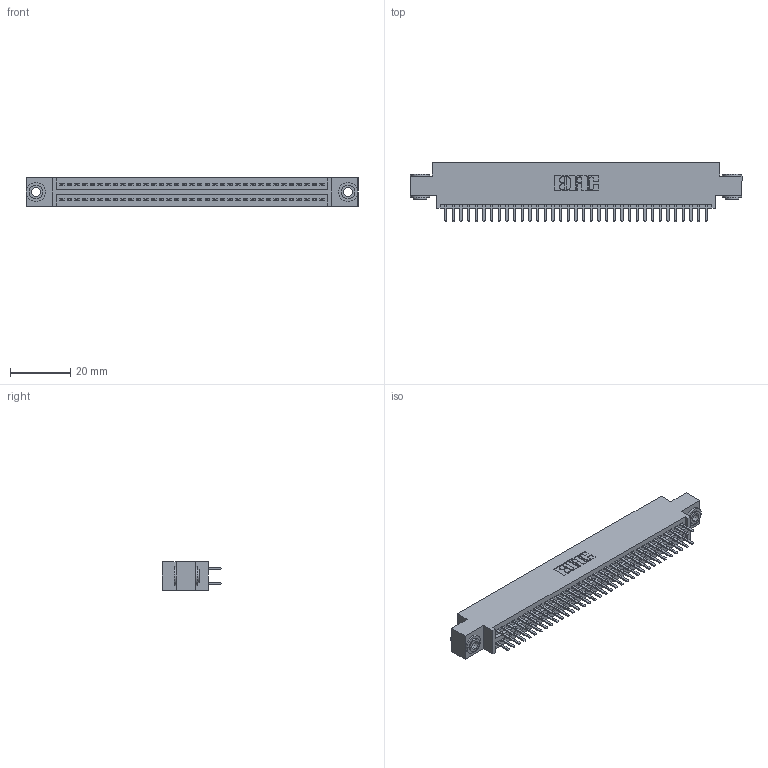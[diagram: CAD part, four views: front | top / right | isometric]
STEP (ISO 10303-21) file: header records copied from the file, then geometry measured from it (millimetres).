
FILE_DESCRIPTION (( 'STEP AP203' ), '1' );
FILE_NAME ('345-070-520-803.STEP', '2018-10-01T04:40:38', ( '' ), ( '' ), 'SwSTEP 2.0', 'SolidWorks 2016', '' );
FILE_SCHEMA (( 'CONFIG_CONTROL_DESIGN' ));
Length unit declared in the file: inch
Products named in the file (4): 345 Part_0.170 Offset - 0.156 Dia-TH; 345-250-002_345-250-002-102; 345-292-001_345-293-120; 345-070-520-803
Assembly tree (73 placements, depth 2):
  345-070-520-803
    345 Part_0.170 Offset - 0.156 Dia-TH
    345-292-001_345-293-120  x70
    345-250-002_345-250-002-102  x2
Bounding box: 110.11 x 19.68 x 9.4 mm (x, y, z)
Volume: 10506.4 mm3; surface area: 15677.5 mm2
Topology: 73 solids, 73 shells, 3948 faces, 11419 edges, 7422 vertices
Faces by surface type: plane 2544, cylinder 1396, cone 8
Entity records: 29300 total; most frequent: CARTESIAN_POINT 4907, ORIENTED_EDGE 4822, DIRECTION 4353, EDGE_CURVE 2411, LINE 2111, VECTOR 2111, VERTEX_POINT 1602, AXIS2_PLACEMENT_3D 1121
